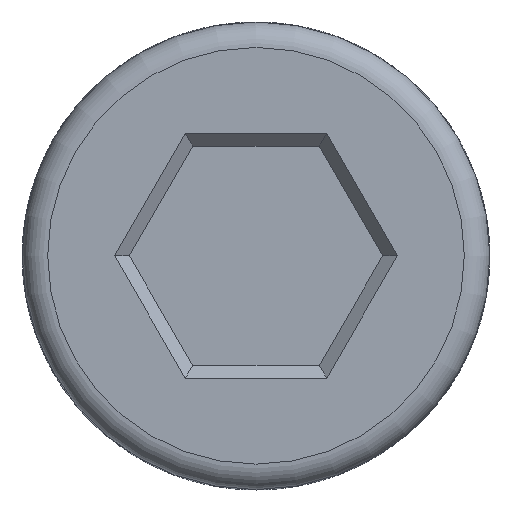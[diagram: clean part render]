
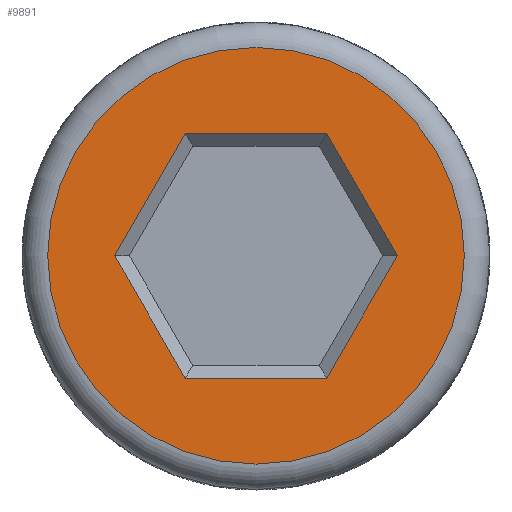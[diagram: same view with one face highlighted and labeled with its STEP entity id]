
A CAD part, top view. The second image highlights one B-rep face of the part: STEP entity #9891.
In plain terms, the highlighted planar face has unit normal (0, 0, 1).
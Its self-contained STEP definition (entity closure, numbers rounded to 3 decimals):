
#21=PLANE('',#10707);
#635=FACE_BOUND('',#1401,.T.);
#712=FACE_OUTER_BOUND('',#1400,.T.);
#1400=EDGE_LOOP('',(#7688));
#1401=EDGE_LOOP('',(#7689,#7690,#7691,#7692,#7693,#7694));
#2129=CIRCLE('',#10705,2.45);
#2530=LINE('',#19054,#3626);
#2531=LINE('',#19056,#3627);
#2532=LINE('',#19058,#3628);
#2533=LINE('',#19060,#3629);
#2534=LINE('',#19062,#3630);
#2535=LINE('',#19063,#3631);
#3626=VECTOR('',#12067,10.);
#3627=VECTOR('',#12068,10.);
#3628=VECTOR('',#12069,10.);
#3629=VECTOR('',#12070,10.);
#3630=VECTOR('',#12071,10.);
#3631=VECTOR('',#12072,10.);
#4997=VERTEX_POINT('',#19048);
#4998=VERTEX_POINT('',#19052);
#4999=VERTEX_POINT('',#19053);
#5000=VERTEX_POINT('',#19055);
#5001=VERTEX_POINT('',#19057);
#5002=VERTEX_POINT('',#19059);
#5003=VERTEX_POINT('',#19061);
#6029=EDGE_CURVE('',#4997,#4997,#2129,.T.);
#6031=EDGE_CURVE('',#4998,#4999,#2530,.T.);
#6032=EDGE_CURVE('',#5000,#4998,#2531,.T.);
#6033=EDGE_CURVE('',#5001,#5000,#2532,.T.);
#6034=EDGE_CURVE('',#5002,#5001,#2533,.T.);
#6035=EDGE_CURVE('',#5003,#5002,#2534,.T.);
#6036=EDGE_CURVE('',#4999,#5003,#2535,.T.);
#7688=ORIENTED_EDGE('',*,*,#6029,.F.);
#7689=ORIENTED_EDGE('',*,*,#6031,.F.);
#7690=ORIENTED_EDGE('',*,*,#6032,.F.);
#7691=ORIENTED_EDGE('',*,*,#6033,.F.);
#7692=ORIENTED_EDGE('',*,*,#6034,.F.);
#7693=ORIENTED_EDGE('',*,*,#6035,.F.);
#7694=ORIENTED_EDGE('',*,*,#6036,.F.);
#9891=ADVANCED_FACE('',(#712,#635),#21,.T.);
#10705=AXIS2_PLACEMENT_3D('',#19049,#12061,#12062);
#10707=AXIS2_PLACEMENT_3D('',#19051,#12065,#12066);
#12061=DIRECTION('center_axis',(0.,0.,-1.));
#12062=DIRECTION('ref_axis',(1.,0.,0.));
#12065=DIRECTION('center_axis',(0.,0.,1.));
#12066=DIRECTION('ref_axis',(1.,0.,0.));
#12067=DIRECTION('',(-0.5,0.866,0.));
#12068=DIRECTION('',(0.5,0.866,0.));
#12069=DIRECTION('',(1.,0.,0.));
#12070=DIRECTION('',(0.5,-0.866,0.));
#12071=DIRECTION('',(-0.5,-0.866,0.));
#12072=DIRECTION('',(-1.,0.,0.));
#19048=CARTESIAN_POINT('',(-2.45,0.,2.8));
#19049=CARTESIAN_POINT('Origin',(0.,0.,2.8));
#19051=CARTESIAN_POINT('Origin',(0.,0.,2.8));
#19052=CARTESIAN_POINT('',(1.663,0.,2.8));
#19053=CARTESIAN_POINT('',(0.831,1.44,2.8));
#19054=CARTESIAN_POINT('',(1.061,1.043,2.8));
#19055=CARTESIAN_POINT('',(0.831,-1.44,2.8));
#19056=CARTESIAN_POINT('',(1.433,-0.398,2.8));
#19057=CARTESIAN_POINT('',(-0.831,-1.44,2.8));
#19058=CARTESIAN_POINT('',(0.372,-1.44,2.8));
#19059=CARTESIAN_POINT('',(-1.663,0.,2.8));
#19060=CARTESIAN_POINT('',(-1.061,-1.043,2.8));
#19061=CARTESIAN_POINT('',(-0.831,1.44,2.8));
#19062=CARTESIAN_POINT('',(-1.433,0.398,2.8));
#19063=CARTESIAN_POINT('',(-0.372,1.44,2.8));
